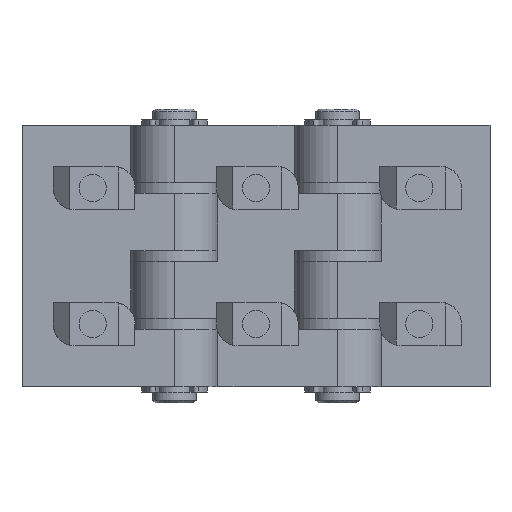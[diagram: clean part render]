
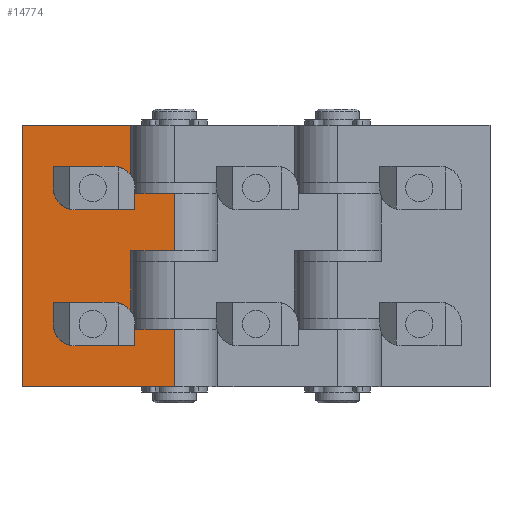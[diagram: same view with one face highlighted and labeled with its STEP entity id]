
A CAD part, front view. The second image highlights one B-rep face of the part: STEP entity #14774.
In plain terms, the highlighted planar face has unit normal (0, -1, 0).
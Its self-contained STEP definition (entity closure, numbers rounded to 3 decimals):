
#388 = CARTESIAN_POINT ( 'NONE',  ( -30.477, -14.215, -24.468 ) ) ;
#392 = CARTESIAN_POINT ( 'NONE',  ( -23.477, -14.215, -22.218 ) ) ;
#806 = AXIS2_PLACEMENT_3D ( 'NONE', #7741, #7724, #7972 ) ;
#810 = AXIS2_PLACEMENT_3D ( 'NONE', #7928, #7929, #7930 ) ;
#812 = AXIS2_PLACEMENT_3D ( 'NONE', #7946, #7947, #7950 ) ;
#832 = AXIS2_PLACEMENT_3D ( 'NONE', #7622, #7737, #7609 ) ;
#1767 = EDGE_LOOP ( 'NONE', ( #5366, #5057, #4938, #5073, #5449, #5378, #5244, #4988, #5296, #5357 ) ) ;
#1778 = EDGE_LOOP ( 'NONE', ( #5431, #5413 ) ) ;
#3253 = EDGE_CURVE ( 'NONE', #4081, #4078, #13996, .T. ) ;
#3257 = EDGE_CURVE ( 'NONE', #4078, #4081, #14000, .T. ) ;
#3261 = EDGE_CURVE ( 'NONE', #4026, #5159, #14005, .T. ) ;
#3265 = EDGE_CURVE ( 'NONE', #4108, #4061, #14010, .T. ) ;
#3288 = EDGE_CURVE ( 'NONE', #4043, #5163, #14040, .T. ) ;
#3292 = EDGE_CURVE ( 'NONE', #5159, #4026, #14045, .T. ) ;
#3328 = EDGE_CURVE ( 'NONE', #4060, #4029, #14095, .T. ) ;
#3330 = EDGE_CURVE ( 'NONE', #4060, #4027, #14097, .T. ) ;
#3332 = EDGE_CURVE ( 'NONE', #4107, #4027, #14103, .T. ) ;
#3333 = EDGE_CURVE ( 'NONE', #4058, #5163, #14106, .T. ) ;
#3559 = EDGE_CURVE ( 'NONE', #4108, #4043, #14234, .T. ) ;
#4026 = VERTEX_POINT ( 'NONE', #11765 ) ;
#4027 = VERTEX_POINT ( 'NONE', #11766 ) ;
#4029 = VERTEX_POINT ( 'NONE', #11768 ) ;
#4043 = VERTEX_POINT ( 'NONE', #11782 ) ;
#4058 = VERTEX_POINT ( 'NONE', #11797 ) ;
#4060 = VERTEX_POINT ( 'NONE', #11799 ) ;
#4061 = VERTEX_POINT ( 'NONE', #11800 ) ;
#4067 = VERTEX_POINT ( 'NONE', #11806 ) ;
#4078 = VERTEX_POINT ( 'NONE', #11817 ) ;
#4081 = VERTEX_POINT ( 'NONE', #11820 ) ;
#4107 = VERTEX_POINT ( 'NONE', #11846 ) ;
#4108 = VERTEX_POINT ( 'NONE', #11847 ) ;
#4237 = EDGE_CURVE ( 'NONE', #4067, #4107, #4390, .T. ) ;
#4390 = LINE ( 'NONE', #12036, #4403 ) ;
#4403 = VECTOR ( 'NONE', #12062, 1000. ) ;
#4938 = ORIENTED_EDGE ( 'NONE', *, *, #3328, .T. ) ;
#4988 = ORIENTED_EDGE ( 'NONE', *, *, #3333, .F. ) ;
#5057 = ORIENTED_EDGE ( 'NONE', *, *, #3330, .F. ) ;
#5073 = ORIENTED_EDGE ( 'NONE', *, *, #12162, .F. ) ;
#5159 = VERTEX_POINT ( 'NONE', #388 ) ;
#5163 = VERTEX_POINT ( 'NONE', #392 ) ;
#5234 = ORIENTED_EDGE ( 'NONE', *, *, #3253, .T. ) ;
#5244 = ORIENTED_EDGE ( 'NONE', *, *, #3288, .T. ) ;
#5296 = ORIENTED_EDGE ( 'NONE', *, *, #12142, .F. ) ;
#5357 = ORIENTED_EDGE ( 'NONE', *, *, #4237, .T. ) ;
#5366 = ORIENTED_EDGE ( 'NONE', *, *, #3332, .T. ) ;
#5378 = ORIENTED_EDGE ( 'NONE', *, *, #3559, .T. ) ;
#5394 = ORIENTED_EDGE ( 'NONE', *, *, #3257, .T. ) ;
#5413 = ORIENTED_EDGE ( 'NONE', *, *, #3261, .T. ) ;
#5431 = ORIENTED_EDGE ( 'NONE', *, *, #3292, .T. ) ;
#5449 = ORIENTED_EDGE ( 'NONE', *, *, #3265, .F. ) ;
#6656 = CARTESIAN_POINT ( 'NONE',  ( -15.477, -14.215, -7.718 ) ) ;
#6660 = DIRECTION ( 'NONE',  ( -1., 0., 0. ) ) ;
#6700 = CARTESIAN_POINT ( 'NONE',  ( -43.477, -14.215, -32.718 ) ) ;
#6701 = DIRECTION ( 'NONE',  ( 0., 0., 1. ) ) ;
#7227 = DIRECTION ( 'NONE',  ( 0., 1., 0. ) ) ;
#7230 = CARTESIAN_POINT ( 'NONE',  ( -15.477, -14.215, -32.718 ) ) ;
#7231 = PLANE ( 'NONE',  #9752 ) ;
#7233 = DIRECTION ( 'NONE',  ( 0., 0., -1. ) ) ;
#7601 = CARTESIAN_POINT ( 'NONE',  ( -15.477, -14.215, 2.782 ) ) ;
#7609 = DIRECTION ( 'NONE',  ( 0., 0., -1. ) ) ;
#7620 = DIRECTION ( 'NONE',  ( -1., 0., 0. ) ) ;
#7622 = CARTESIAN_POINT ( 'NONE',  ( -30.477, -14.215, -21.218 ) ) ;
#7633 = DIRECTION ( 'NONE',  ( 0., 0., -1. ) ) ;
#7634 = CARTESIAN_POINT ( 'NONE',  ( -23.477, -14.215, -7.718 ) ) ;
#7693 = DIRECTION ( 'NONE',  ( 0., 0., -1. ) ) ;
#7711 = DIRECTION ( 'NONE',  ( -1., 0., 0. ) ) ;
#7724 = DIRECTION ( 'NONE',  ( 0., 1., 0. ) ) ;
#7737 = DIRECTION ( 'NONE',  ( 0., 1., 0. ) ) ;
#7741 = CARTESIAN_POINT ( 'NONE',  ( -30.477, -14.215, 3.782 ) ) ;
#7757 = CARTESIAN_POINT ( 'NONE',  ( -23.477, -14.215, 15.282 ) ) ;
#7802 = CARTESIAN_POINT ( 'NONE',  ( -15.477, -14.215, 15.282 ) ) ;
#7851 = DIRECTION ( 'NONE',  ( -1., 0., 0. ) ) ;
#7928 = CARTESIAN_POINT ( 'NONE',  ( -30.477, -14.215, 3.782 ) ) ;
#7929 = DIRECTION ( 'NONE',  ( 0., 1., 0. ) ) ;
#7930 = DIRECTION ( 'NONE',  ( 0., 0., -1. ) ) ;
#7946 = CARTESIAN_POINT ( 'NONE',  ( -30.477, -14.215, -21.218 ) ) ;
#7947 = DIRECTION ( 'NONE',  ( 0., 1., 0. ) ) ;
#7950 = DIRECTION ( 'NONE',  ( 0., 0., -1. ) ) ;
#7965 = CARTESIAN_POINT ( 'NONE',  ( -15.477, -14.215, -32.718 ) ) ;
#7966 = DIRECTION ( 'NONE',  ( -1., 0., 0. ) ) ;
#7972 = DIRECTION ( 'NONE',  ( 0., 0., -1. ) ) ;
#7990 = CARTESIAN_POINT ( 'NONE',  ( -15.477, -14.215, -22.218 ) ) ;
#9752 = AXIS2_PLACEMENT_3D ( 'NONE', #7230, #7227, #7233 ) ;
#10114 = EDGE_LOOP ( 'NONE', ( #5234, #5394 ) ) ;
#10223 = DIRECTION ( 'NONE',  ( 0., 0., 1. ) ) ;
#10227 = CARTESIAN_POINT ( 'NONE',  ( -15.477, -14.215, -32.718 ) ) ;
#11765 = CARTESIAN_POINT ( 'NONE',  ( -30.477, -14.215, -17.968 ) ) ;
#11766 = CARTESIAN_POINT ( 'NONE',  ( -23.477, -14.215, 2.782 ) ) ;
#11768 = CARTESIAN_POINT ( 'NONE',  ( -43.477, -14.215, 15.282 ) ) ;
#11782 = CARTESIAN_POINT ( 'NONE',  ( -15.477, -14.215, -22.218 ) ) ;
#11797 = CARTESIAN_POINT ( 'NONE',  ( -23.477, -14.215, -7.718 ) ) ;
#11799 = CARTESIAN_POINT ( 'NONE',  ( -23.477, -14.215, 15.282 ) ) ;
#11800 = CARTESIAN_POINT ( 'NONE',  ( -43.477, -14.215, -32.718 ) ) ;
#11806 = CARTESIAN_POINT ( 'NONE',  ( -15.477, -14.215, -7.718 ) ) ;
#11817 = CARTESIAN_POINT ( 'NONE',  ( -30.477, -14.215, 7.032 ) ) ;
#11820 = CARTESIAN_POINT ( 'NONE',  ( -30.477, -14.215, 0.532 ) ) ;
#11846 = CARTESIAN_POINT ( 'NONE',  ( -15.477, -14.215, 2.782 ) ) ;
#11847 = CARTESIAN_POINT ( 'NONE',  ( -15.477, -14.215, -32.718 ) ) ;
#12036 = CARTESIAN_POINT ( 'NONE',  ( -15.477, -14.215, -32.718 ) ) ;
#12062 = DIRECTION ( 'NONE',  ( 0., 0., 1. ) ) ;
#12142 = EDGE_CURVE ( 'NONE', #4067, #4058, #12372, .T. ) ;
#12162 = EDGE_CURVE ( 'NONE', #4061, #4029, #12410, .T. ) ;
#12372 = LINE ( 'NONE', #6656, #12380 ) ;
#12380 = VECTOR ( 'NONE', #6660, 1000. ) ;
#12410 = LINE ( 'NONE', #6700, #12412 ) ;
#12412 = VECTOR ( 'NONE', #6701, 1000. ) ;
#12624 = FACE_OUTER_BOUND ( 'NONE', #1767, .T. ) ;
#12631 = FACE_BOUND ( 'NONE', #10114, .T. ) ;
#12634 = FACE_BOUND ( 'NONE', #1778, .T. ) ;
#13996 = CIRCLE ( 'NONE', #806, 3.25 ) ;
#14000 = CIRCLE ( 'NONE', #810, 3.25 ) ;
#14005 = CIRCLE ( 'NONE', #812, 3.25 ) ;
#14010 = LINE ( 'NONE', #7965, #14013 ) ;
#14013 = VECTOR ( 'NONE', #7966, 1000. ) ;
#14040 = LINE ( 'NONE', #7990, #14042 ) ;
#14042 = VECTOR ( 'NONE', #7711, 1000. ) ;
#14045 = CIRCLE ( 'NONE', #832, 3.25 ) ;
#14095 = LINE ( 'NONE', #7802, #14100 ) ;
#14097 = LINE ( 'NONE', #7757, #14104 ) ;
#14100 = VECTOR ( 'NONE', #7851, 1000. ) ;
#14103 = LINE ( 'NONE', #7601, #14107 ) ;
#14104 = VECTOR ( 'NONE', #7633, 1000. ) ;
#14106 = LINE ( 'NONE', #7634, #14109 ) ;
#14107 = VECTOR ( 'NONE', #7620, 1000. ) ;
#14109 = VECTOR ( 'NONE', #7693, 1000. ) ;
#14234 = LINE ( 'NONE', #10227, #14236 ) ;
#14236 = VECTOR ( 'NONE', #10223, 1000. ) ;
#14774 = ADVANCED_FACE ( 'NONE', ( #12631, #12634, #12624 ), #7231, .F. ) ;
